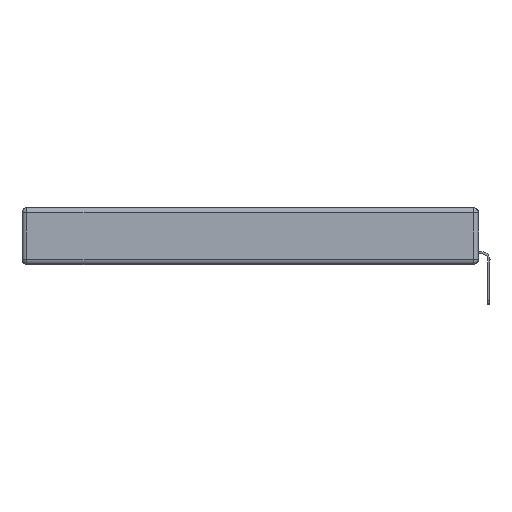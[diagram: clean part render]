
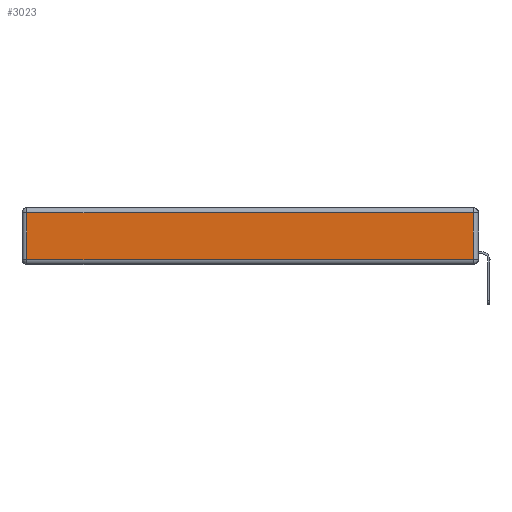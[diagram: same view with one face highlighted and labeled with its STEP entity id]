
A CAD part, left-side view. The second image highlights one B-rep face of the part: STEP entity #3023.
In plain terms, the highlighted planar face has unit normal (-1, 0, 0).
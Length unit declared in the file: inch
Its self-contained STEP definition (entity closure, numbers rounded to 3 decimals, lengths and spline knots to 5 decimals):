
#403 = EDGE_CURVE ( 'NONE', #15667, #15954, #17644, .T. ) ;
#2895 = CARTESIAN_POINT ( 'NONE',  ( 0., 0., -0.313 ) ) ;
#3023 = ADVANCED_FACE ( 'NONE', ( #19523 ), #8706, .T. ) ;
#3220 = EDGE_CURVE ( 'NONE', #5703, #15667, #12969, .T. ) ;
#3658 = CARTESIAN_POINT ( 'NONE',  ( 0., 2.75, -0.03 ) ) ;
#4201 = CARTESIAN_POINT ( 'NONE',  ( 0., 2.72, -0.03 ) ) ;
#4340 = EDGE_CURVE ( 'NONE', #7282, #5703, #12013, .T. ) ;
#5078 = CARTESIAN_POINT ( 'NONE',  ( 0., 2.72, -0.313 ) ) ;
#5703 = VERTEX_POINT ( 'NONE', #5997 ) ;
#5997 = CARTESIAN_POINT ( 'NONE',  ( 0., 0.03, -0.03 ) ) ;
#7282 = VERTEX_POINT ( 'NONE', #13081 ) ;
#8562 = ORIENTED_EDGE ( 'NONE', *, *, #3220, .T. ) ;
#8706 = PLANE ( 'NONE',  #19582 ) ;
#8826 = DIRECTION ( 'NONE',  ( 0., 0., -1. ) ) ;
#12013 = LINE ( 'NONE', #13123, #16844 ) ;
#12168 = EDGE_LOOP ( 'NONE', ( #18666, #16347, #8562, #16113 ) ) ;
#12969 = LINE ( 'NONE', #3658, #15775 ) ;
#13081 = CARTESIAN_POINT ( 'NONE',  ( 0., 0.03, -0.313 ) ) ;
#13123 = CARTESIAN_POINT ( 'NONE',  ( 0., 0.03, -0.343 ) ) ;
#13407 = VECTOR ( 'NONE', #19704, 39.37008 ) ;
#14809 = CARTESIAN_POINT ( 'NONE',  ( 0., 0., -0.343 ) ) ;
#15001 = LINE ( 'NONE', #2895, #13407 ) ;
#15013 = DIRECTION ( 'NONE',  ( 0., 0., 1. ) ) ;
#15667 = VERTEX_POINT ( 'NONE', #4201 ) ;
#15775 = VECTOR ( 'NONE', #18972, 39.37008 ) ;
#15954 = VERTEX_POINT ( 'NONE', #5078 ) ;
#16113 = ORIENTED_EDGE ( 'NONE', *, *, #403, .T. ) ;
#16347 = ORIENTED_EDGE ( 'NONE', *, *, #4340, .T. ) ;
#16429 = CARTESIAN_POINT ( 'NONE',  ( 0., 2.72, -0.343 ) ) ;
#16844 = VECTOR ( 'NONE', #19221, 39.37008 ) ;
#17644 = LINE ( 'NONE', #16429, #19157 ) ;
#17711 = DIRECTION ( 'NONE',  ( -1., 0., 0. ) ) ;
#18666 = ORIENTED_EDGE ( 'NONE', *, *, #19643, .T. ) ;
#18972 = DIRECTION ( 'NONE',  ( 0., 1., 0. ) ) ;
#19157 = VECTOR ( 'NONE', #8826, 39.37008 ) ;
#19221 = DIRECTION ( 'NONE',  ( 0., 0., 1. ) ) ;
#19523 = FACE_OUTER_BOUND ( 'NONE', #12168, .T. ) ;
#19582 = AXIS2_PLACEMENT_3D ( 'NONE', #14809, #17711, #15013 ) ;
#19643 = EDGE_CURVE ( 'NONE', #15954, #7282, #15001, .T. ) ;
#19704 = DIRECTION ( 'NONE',  ( 0., -1., 0. ) ) ;
